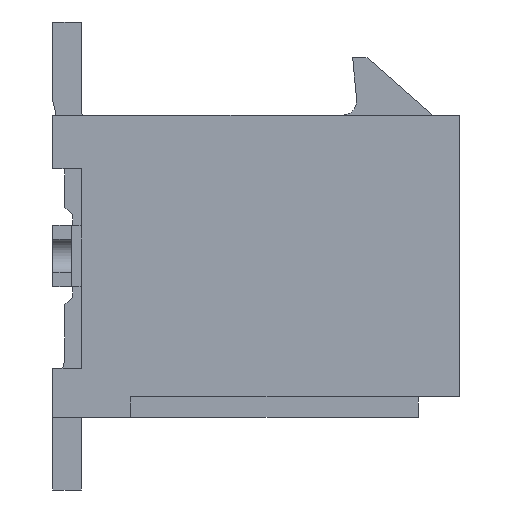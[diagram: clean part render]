
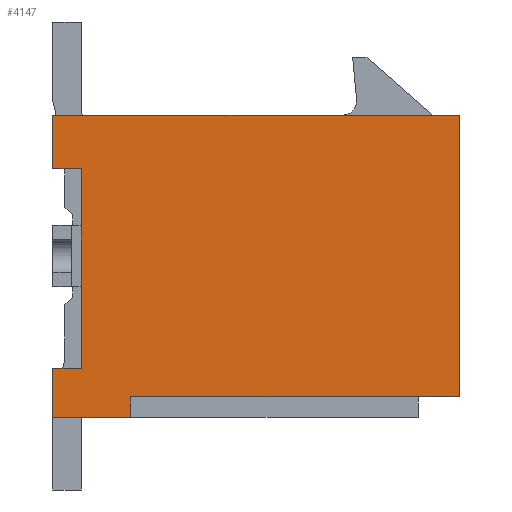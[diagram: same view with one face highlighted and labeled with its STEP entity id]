
A CAD part, left-side view. The second image highlights one B-rep face of the part: STEP entity #4147.
In plain terms, the highlighted planar face has unit normal (-1, 0, 0).
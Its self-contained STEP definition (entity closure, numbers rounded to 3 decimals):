
#485=ORIENTED_EDGE('',*,*,#1534,.F.);
#486=ORIENTED_EDGE('',*,*,#1532,.F.);
#487=ORIENTED_EDGE('',*,*,#1628,.F.);
#488=ORIENTED_EDGE('',*,*,#1629,.F.);
#489=ORIENTED_EDGE('',*,*,#1617,.T.);
#490=ORIENTED_EDGE('',*,*,#1353,.T.);
#491=ORIENTED_EDGE('',*,*,#1630,.T.);
#492=ORIENTED_EDGE('',*,*,#1492,.F.);
#493=ORIENTED_EDGE('',*,*,#1496,.F.);
#494=ORIENTED_EDGE('',*,*,#1433,.F.);
#1353=EDGE_CURVE('',#1962,#1961,#2365,.T.);
#1433=EDGE_CURVE('',#2035,#2036,#2441,.T.);
#1492=EDGE_CURVE('',#2089,#2090,#2500,.T.);
#1496=EDGE_CURVE('',#2036,#2089,#2504,.T.);
#1532=EDGE_CURVE('',#2113,#2107,#2540,.T.);
#1534=EDGE_CURVE('',#2107,#2035,#2541,.T.);
#1617=EDGE_CURVE('',#2174,#1962,#2624,.T.);
#1628=EDGE_CURVE('',#2179,#2113,#2635,.T.);
#1629=EDGE_CURVE('',#2174,#2179,#2636,.T.);
#1630=EDGE_CURVE('',#1961,#2090,#2637,.T.);
#1961=VERTEX_POINT('',#5741);
#1962=VERTEX_POINT('',#5743);
#2035=VERTEX_POINT('',#5905);
#2036=VERTEX_POINT('',#5907);
#2089=VERTEX_POINT('',#6025);
#2090=VERTEX_POINT('',#6027);
#2107=VERTEX_POINT('',#6083);
#2113=VERTEX_POINT('',#6095);
#2174=VERTEX_POINT('',#6250);
#2179=VERTEX_POINT('',#6268);
#2365=LINE('',#5742,#2949);
#2441=LINE('',#5906,#3025);
#2500=LINE('',#6026,#3084);
#2504=LINE('',#6033,#3088);
#2540=LINE('',#6096,#3124);
#2541=LINE('',#6099,#3125);
#2624=LINE('',#6249,#3208);
#2635=LINE('',#6269,#3219);
#2636=LINE('',#6271,#3220);
#2637=LINE('',#6272,#3221);
#2949=VECTOR('',#4645,1000.);
#3025=VECTOR('',#4749,1000.);
#3084=VECTOR('',#4822,1000.);
#3088=VECTOR('',#4828,1000.);
#3124=VECTOR('',#4874,1000.);
#3125=VECTOR('',#4879,1000.);
#3208=VECTOR('',#4976,1000.);
#3219=VECTOR('',#4993,1000.);
#3220=VECTOR('',#4996,1000.);
#3221=VECTOR('',#4997,1000.);
#3536=EDGE_LOOP('',(#485,#486,#487,#488,#489,#490,#491,#492,#493,#494));
#3752=FACE_BOUND('',#3536,.T.);
#3956=PLANE('',#4393);
#4147=ADVANCED_FACE('',(#3752),#3956,.T.);
#4393=AXIS2_PLACEMENT_3D('',#6270,#4994,#4995);
#4645=DIRECTION('',(0.,0.,1.));
#4749=DIRECTION('',(0.,0.,1.));
#4822=DIRECTION('',(0.,0.,1.));
#4828=DIRECTION('',(0.,1.,0.));
#4874=DIRECTION('',(0.,0.,1.));
#4879=DIRECTION('',(0.,-1.,0.));
#4976=DIRECTION('',(0.,-1.,0.));
#4993=DIRECTION('',(0.,1.,0.));
#4994=DIRECTION('',(-1.,0.,0.));
#4995=DIRECTION('',(0.,0.,1.));
#4996=DIRECTION('',(0.,0.,-1.));
#4997=DIRECTION('',(0.,1.,0.));
#5741=CARTESIAN_POINT('',(-4.85,-4.95,3.68));
#5742=CARTESIAN_POINT('',(-4.85,-4.95,-3.68));
#5743=CARTESIAN_POINT('',(-4.85,-4.95,-3.18));
#5905=CARTESIAN_POINT('',(-4.85,4.25,-2.48));
#5906=CARTESIAN_POINT('',(-4.85,4.25,-2.48));
#5907=CARTESIAN_POINT('',(-4.85,4.25,2.37));
#6025=CARTESIAN_POINT('',(-4.85,4.95,2.37));
#6026=CARTESIAN_POINT('',(-4.85,4.95,-3.68));
#6027=CARTESIAN_POINT('',(-4.85,4.95,3.68));
#6033=CARTESIAN_POINT('',(-4.85,4.25,2.37));
#6083=CARTESIAN_POINT('',(-4.85,4.95,-2.48));
#6095=CARTESIAN_POINT('',(-4.85,4.95,-3.68));
#6096=CARTESIAN_POINT('',(-4.85,4.95,-3.68));
#6099=CARTESIAN_POINT('',(-4.85,4.95,-2.48));
#6249=CARTESIAN_POINT('',(-4.85,-4.95,-3.18));
#6250=CARTESIAN_POINT('',(-4.85,3.05,-3.18));
#6268=CARTESIAN_POINT('',(-4.85,3.05,-3.68));
#6269=CARTESIAN_POINT('',(-4.85,-4.95,-3.68));
#6270=CARTESIAN_POINT('',(-4.85,-4.95,-3.68));
#6271=CARTESIAN_POINT('',(-4.85,3.05,-3.18));
#6272=CARTESIAN_POINT('',(-4.85,-4.95,3.68));
